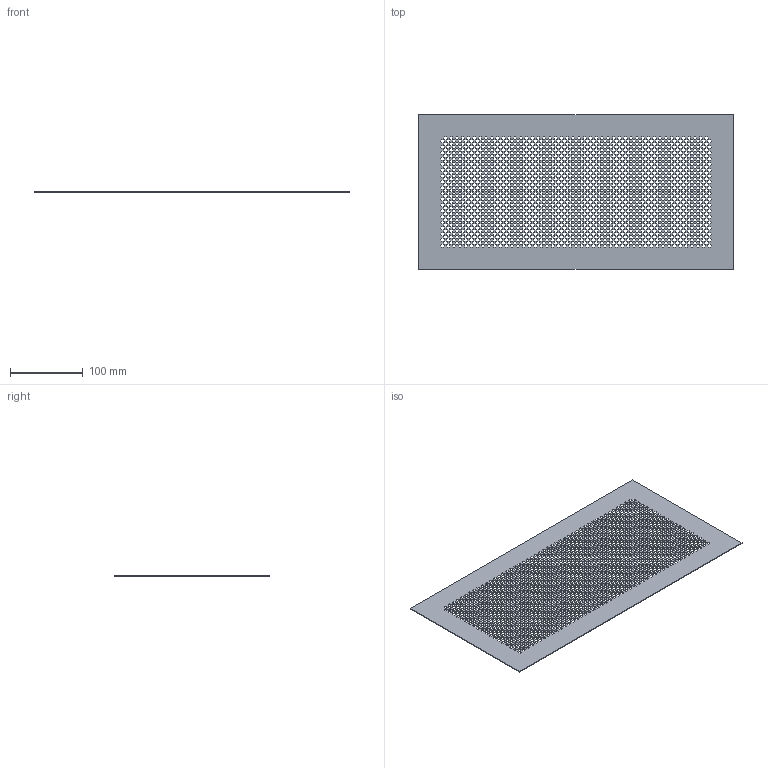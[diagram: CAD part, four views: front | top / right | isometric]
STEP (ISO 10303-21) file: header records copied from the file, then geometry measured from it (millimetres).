
FILE_DESCRIPTION(/* description */ (''),/* implementation_level */ '2;1');
FILE_NAME(/* name */ '1009989_3D.stp',/* time_stamp */ '2022-09-16T07:38:42+02:00',/* author */ ('kotzmaier'),/* organization */ ('Fa. Bopla'),/* preprocessor_version */ 'ST-DEVELOPER v18.1',/* originating_system */ 'Autodesk Inventor 2022',/* authorisation */ '');
FILE_SCHEMA (('AUTOMOTIVE_DESIGN { 1 0 10303 214 3 1 1 }'));
Products named in the file (1): 1009971_3D
Bounding box: 434.2 x 213 x 1 mm (x, y, z)
Volume: 68000.3 mm3; surface area: 161779.3 mm2
Topology: 1 solids, 1 shells, 10608 faces, 31818 edges, 21212 vertices
Faces by surface type: plane 10608
Entity records: 357133 total; most frequent: CARTESIAN_POINT 63639, ORIENTED_EDGE 63636, DIRECTION 53036, LINE 31818, VECTOR 31818, EDGE_CURVE 31818, VERTEX_POINT 21212, EDGE_LOOP 14142
